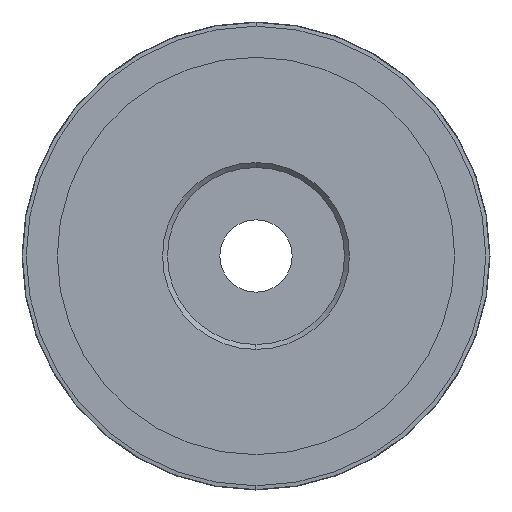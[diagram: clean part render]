
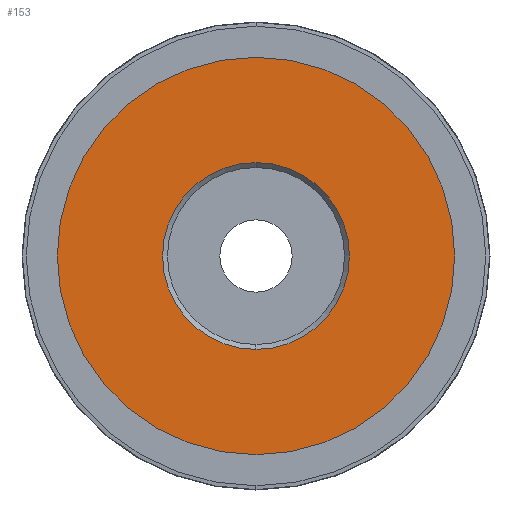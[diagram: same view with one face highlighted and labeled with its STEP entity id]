
A CAD part, left-side view. The second image highlights one B-rep face of the part: STEP entity #153.
In plain terms, the highlighted planar face has unit normal (-1, 0, 0).
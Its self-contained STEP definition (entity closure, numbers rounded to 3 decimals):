
#11 = DIRECTION ( 'NONE',  ( 0., 0., -1. ) ) ;
#16 = ORIENTED_EDGE ( 'NONE', *, *, #299, .T. ) ;
#79 = DIRECTION ( 'NONE',  ( 0., 0., -1. ) ) ;
#120 = EDGE_LOOP ( 'NONE', ( #16, #1033 ) ) ;
#153 = ADVANCED_FACE ( 'NONE', ( #1015, #1245 ), #382, .F. ) ;
#238 = CARTESIAN_POINT ( 'NONE',  ( 9.6, 0., 0. ) ) ;
#265 = DIRECTION ( 'NONE',  ( 0., 0., -1. ) ) ;
#277 = CARTESIAN_POINT ( 'NONE',  ( 9.6, 0., 6.05 ) ) ;
#278 = ORIENTED_EDGE ( 'NONE', *, *, #981, .T. ) ;
#290 = AXIS2_PLACEMENT_3D ( 'NONE', #238, #971, #11 ) ;
#299 = EDGE_CURVE ( 'NONE', #1018, #559, #837, .T. ) ;
#312 = CARTESIAN_POINT ( 'NONE',  ( 9.6, 0., 0. ) ) ;
#317 = CIRCLE ( 'NONE', #1100, 6.05 ) ;
#339 = AXIS2_PLACEMENT_3D ( 'NONE', #807, #1005, #79 ) ;
#382 = PLANE ( 'NONE',  #339 ) ;
#383 = DIRECTION ( 'NONE',  ( 0., 0., 1. ) ) ;
#559 = VERTEX_POINT ( 'NONE', #963 ) ;
#598 = AXIS2_PLACEMENT_3D ( 'NONE', #312, #1305, #1381 ) ;
#630 = AXIS2_PLACEMENT_3D ( 'NONE', #1313, #758, #265 ) ;
#641 = CARTESIAN_POINT ( 'NONE',  ( 9.6, 0., 0. ) ) ;
#685 = VERTEX_POINT ( 'NONE', #885 ) ;
#758 = DIRECTION ( 'NONE',  ( 1., 0., 0. ) ) ;
#776 = CARTESIAN_POINT ( 'NONE',  ( 9.6, 0., -2.845 ) ) ;
#791 = ORIENTED_EDGE ( 'NONE', *, *, #880, .T. ) ;
#807 = CARTESIAN_POINT ( 'NONE',  ( 9.6, 6.05, 0. ) ) ;
#837 = CIRCLE ( 'NONE', #598, 6.05 ) ;
#841 = EDGE_CURVE ( 'NONE', #559, #1018, #317, .T. ) ;
#880 = EDGE_CURVE ( 'NONE', #685, #1335, #1041, .T. ) ;
#885 = CARTESIAN_POINT ( 'NONE',  ( 9.6, 0., 2.845 ) ) ;
#956 = EDGE_LOOP ( 'NONE', ( #791, #278 ) ) ;
#963 = CARTESIAN_POINT ( 'NONE',  ( 9.6, 0., -6.05 ) ) ;
#971 = DIRECTION ( 'NONE',  ( 1., 0., 0. ) ) ;
#981 = EDGE_CURVE ( 'NONE', #1335, #685, #1311, .T. ) ;
#1005 = DIRECTION ( 'NONE',  ( 1., 0., 0. ) ) ;
#1015 = FACE_BOUND ( 'NONE', #956, .T. ) ;
#1018 = VERTEX_POINT ( 'NONE', #277 ) ;
#1033 = ORIENTED_EDGE ( 'NONE', *, *, #841, .T. ) ;
#1041 = CIRCLE ( 'NONE', #630, 2.845 ) ;
#1100 = AXIS2_PLACEMENT_3D ( 'NONE', #641, #1392, #383 ) ;
#1245 = FACE_OUTER_BOUND ( 'NONE', #120, .T. ) ;
#1305 = DIRECTION ( 'NONE',  ( -1., 0., 0. ) ) ;
#1311 = CIRCLE ( 'NONE', #290, 2.845 ) ;
#1313 = CARTESIAN_POINT ( 'NONE',  ( 9.6, 0., 0. ) ) ;
#1335 = VERTEX_POINT ( 'NONE', #776 ) ;
#1381 = DIRECTION ( 'NONE',  ( 0., 0., 1. ) ) ;
#1392 = DIRECTION ( 'NONE',  ( -1., 0., 0. ) ) ;
